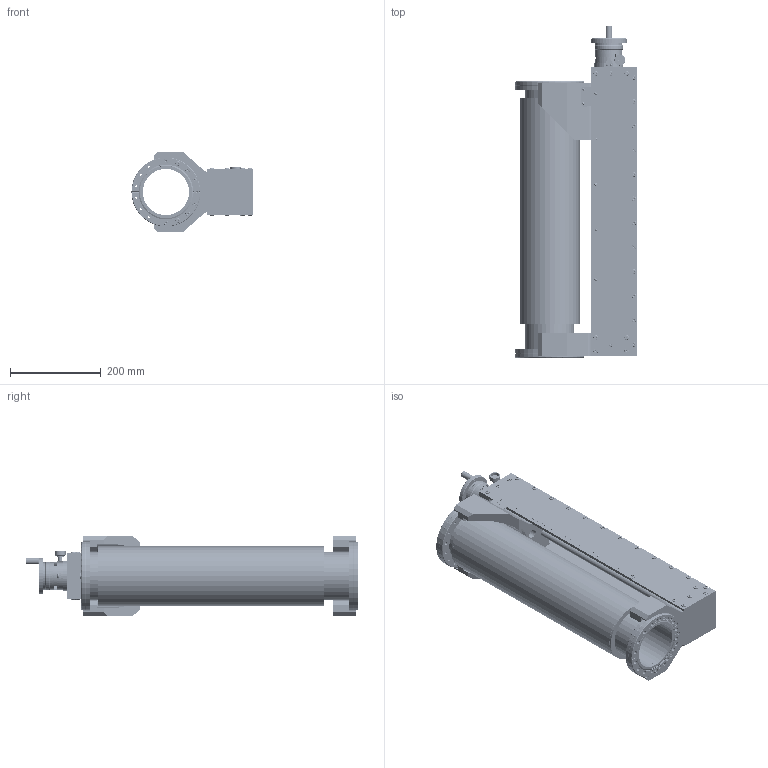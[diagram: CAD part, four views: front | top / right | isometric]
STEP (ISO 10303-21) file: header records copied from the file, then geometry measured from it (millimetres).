
FILE_DESCRIPTION (( 'STEP AP214' ), '1' );
FILE_NAME ('420MZA100-400.stp', '2017-04-28T10:37:00', ( '' ), ( '' ), 'SwSTEP 2.0', 'SolidWorks 2015', '' );
FILE_SCHEMA (( 'AUTOMOTIVE_DESIGN' ));
Length unit declared in the file: millimetre
Products named in the file (1): 420MZA100-400
Bounding box: 266.98 x 731.6 x 176 mm (x, y, z)
Volume: 7442363.3 mm3; surface area: 1450905.4 mm2
Topology: 114 solids, 120 shells, 6483 faces, 16194 edges, 10077 vertices
Faces by surface type: plane 3568, cylinder 1342, cone 632, bspline 536, torus 387, sphere 18
Entity records: 290146 total; most frequent: CARTESIAN_POINT 64568, ORIENTED_EDGE 31648, DIRECTION 31270, EDGE_CURVE 15824, AXIS2_PLACEMENT_3D 10715, VERTEX_POINT 10077, LINE 9840, VECTOR 9840
